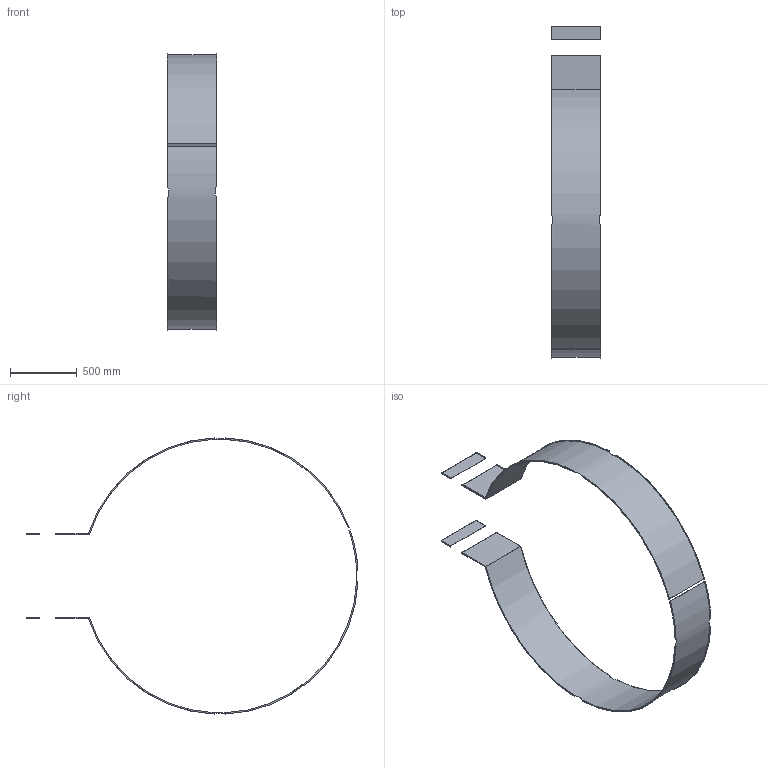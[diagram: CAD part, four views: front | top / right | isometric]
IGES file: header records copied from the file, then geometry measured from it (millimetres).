
Start section:  PTC IGES file: mice5b-003_af0.igs
Global section: file name: mice5b-003_af0.igs; native system: Pro/ENGINEER by Parametric Technology Corporation; preprocessor: 2004110; author: liuxiaokun; organization: Unknown; date: 080428.081001; units: millimetre
Bounding box: 371 x 2488.53 x 2070.45 mm (x, y, z)
Volume: 5025011.8 mm3; surface area: 5057721.7 mm2
Topology: 4 solids, 4 shells, 88 faces, 240 edges, 160 vertices
Faces by surface type: bspline 52, revolution 36
